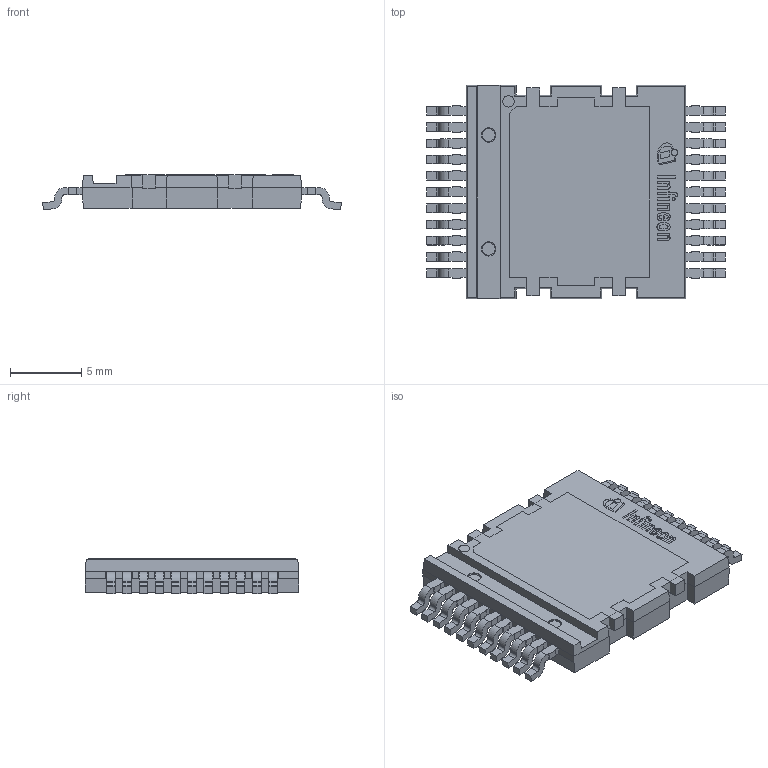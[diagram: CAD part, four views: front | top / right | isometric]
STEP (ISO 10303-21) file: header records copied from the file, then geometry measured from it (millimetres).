
FILE_DESCRIPTION(/* description */ (''),/* implementation_level */ '2;1');
FILE_NAME(/* name */ '1.stp',/* time_stamp */ '2024-05-07T14:56:21+05:30',/* author */ ('sivamani'),/* organization */ (''),/* preprocessor_version */ 'ST-DEVELOPER v19.2',/* originating_system */ 'AutoCAD Mechanical',/* authorisation */ '');
FILE_SCHEMA (('AUTOMOTIVE_DESIGN { 1 0 10303 214 3 1 1 }'));
Length unit declared in the file: millimetre
Products named in the file (1): Product
Bounding box: 20.96 x 15 x 2.49 mm (x, y, z)
Volume: 646.6 mm3; surface area: 1553.4 mm2
Topology: 38 solids, 38 shells, 710 faces, 1869 edges, 1242 vertices
Faces by surface type: plane 575, cylinder 105, bspline 18, torus 12
Full cylindrical faces by diameter (mm): 0.216 x1, 0.44 x1, 0.8 x2
Entity records: 21983 total; most frequent: CARTESIAN_POINT 4268, ORIENTED_EDGE 3738, DIRECTION 3453, EDGE_CURVE 1869, LINE 1599, VECTOR 1599, VERTEX_POINT 1242, AXIS2_PLACEMENT_3D 927
